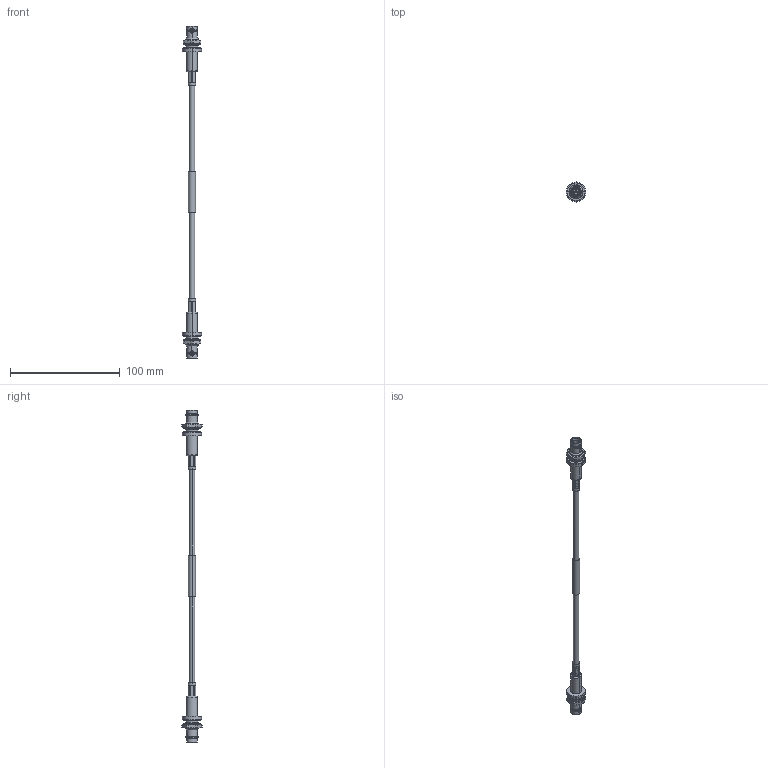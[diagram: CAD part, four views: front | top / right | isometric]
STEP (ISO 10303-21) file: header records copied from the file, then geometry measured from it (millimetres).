
FILE_DESCRIPTION (( 'STEP AP214' ), '1' );
FILE_NAME ('FMCA3158_3D.step', '2023-02-24T22:25:39', ( '' ), ( '' ), 'SwSTEP 2.0', 'SolidWorks 2022', '' );
FILE_SCHEMA (( 'AUTOMOTIVE_DESIGN' ));
Length unit declared in the file: inch
Products named in the file (13): PE45856-1_CONN; FMCN45858; RG142B_U^FMCA3158_RG-142; PE45856-2_CONTACT; BNC8105-5.stp; PE45858-3_FERRULE; BNC8105-6.stp; FMCA3158_3D; SHV8105-0058.stp; shv8105-0058.stp; BNC8105-7.stp
Assembly tree (14 placements, depth 5):
  FMCA3158_3D
    RG142B_U^FMCA3158_RG-142
    FMCN45858
      PE45856-1_CONN
        shv8105-0058.stp
          SHV8105-0058.stp
          BNC8105-5.stp
          BNC8105-6.stp
          BNC8105-7.stp
      PE45856-2_CONTACT
      PE45858-3_FERRULE
    FMCN45858
      PE45856-1_CONN
        shv8105-0058.stp
          SHV8105-0058.stp
          BNC8105-5.stp
          BNC8105-6.stp
          BNC8105-7.stp
      PE45856-2_CONTACT
      PE45858-3_FERRULE
Bounding box: 17.5 x 18.48 x 302.2 mm (x, y, z)
Volume: 11783.3 mm3; surface area: 13201.1 mm2
Topology: 13 solids, 13 shells, 476 faces, 1148 edges, 724 vertices
Faces by surface type: cylinder 210, plane 168, cone 42, sphere 40, torus 16
Entity records: 8648 total; most frequent: CARTESIAN_POINT 1695, DIRECTION 1483, ORIENTED_EDGE 1262, EDGE_CURVE 631, AXIS2_PLACEMENT_3D 597, VERTEX_POINT 400, CIRCLE 315, EDGE_LOOP 291
